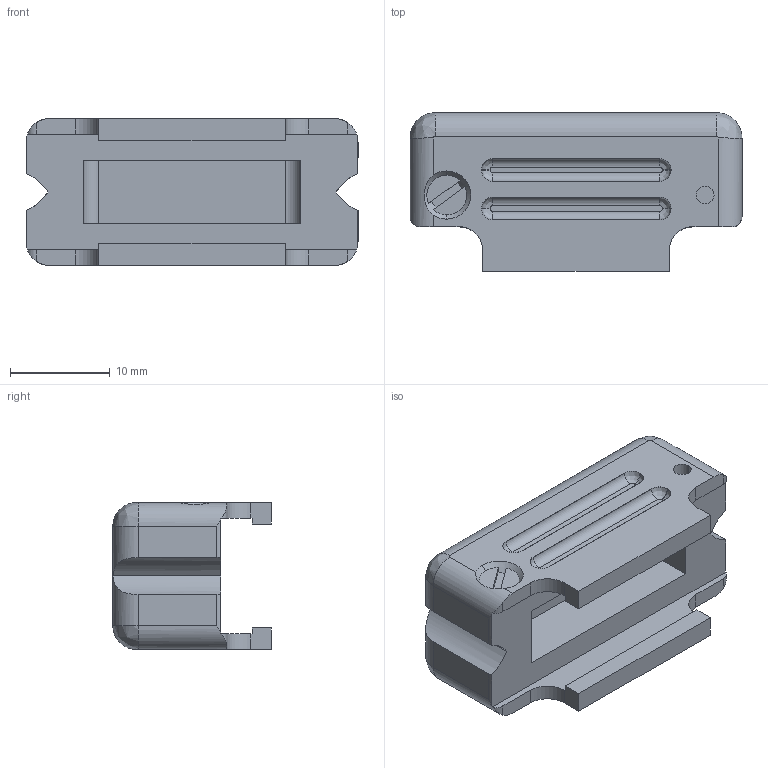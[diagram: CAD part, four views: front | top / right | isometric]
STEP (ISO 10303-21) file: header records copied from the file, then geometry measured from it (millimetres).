
FILE_DESCRIPTION (( 'STEP AP203' ), '1' );
FILE_NAME ('100455 ACCU-GLASS PRODUCTS, INC.STEP', '2010-08-19T22:34:09', ( ' ' ), ( ' ' ), 'SwSTEP 2.0', 'SolidWorks 2006004', '' );
FILE_SCHEMA (( 'CONFIG_CONTROL_DESIGN' ));
Length unit declared in the file: inch
Products named in the file (1): 100455 ACCU-GLASS PRODUCTS, INC
Bounding box: 33.27 x 15.88 x 14.73 mm (x, y, z)
Volume: 4507.3 mm3; surface area: 2885.3 mm2
Topology: 1 solids, 1 shells, 542 faces, 1534 edges, 1010 vertices
Faces by surface type: bspline 242, plane 222, cylinder 71, cone 7
Entity records: 21250 total; most frequent: CARTESIAN_POINT 8819, ORIENTED_EDGE 3068, DIRECTION 1746, EDGE_CURVE 1534, VERTEX_POINT 1010, VECTOR 818, LINE 818, EDGE_LOOP 558
